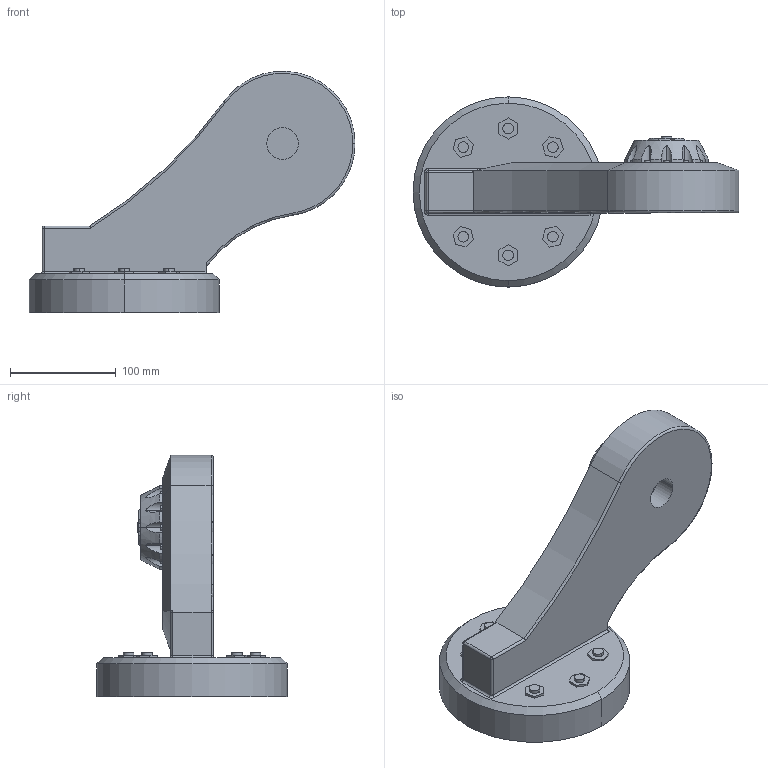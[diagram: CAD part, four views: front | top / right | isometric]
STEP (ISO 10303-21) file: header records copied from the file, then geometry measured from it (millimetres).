
FILE_DESCRIPTION (( 'STEP AP203' ), '1' );
FILE_NAME ('Part2_Default_sldprt.STEP', '2025-06-10T10:38:03', ( '' ), ( '' ), 'SwSTEP 2.0', 'SolidWorks 2020', '' );
FILE_SCHEMA (( 'CONFIG_CONTROL_DESIGN' ));
Length unit declared in the file: millimetre
Products named in the file (1): Part2_Default_sldprt
Bounding box: 308.5 x 180 x 228.38 mm (x, y, z)
Volume: 2297150.4 mm3; surface area: 157949.6 mm2
Topology: 1 solids, 1 shells, 241 faces, 568 edges, 370 vertices
Faces by surface type: cylinder 118, plane 94, cone 21, torus 6, sphere 2
Entity records: 7474 total; most frequent: CARTESIAN_POINT 1703, DIRECTION 1249, ORIENTED_EDGE 1132, EDGE_CURVE 566, AXIS2_PLACEMENT_3D 492, VERTEX_POINT 370, EDGE_LOOP 284, VECTOR 265
